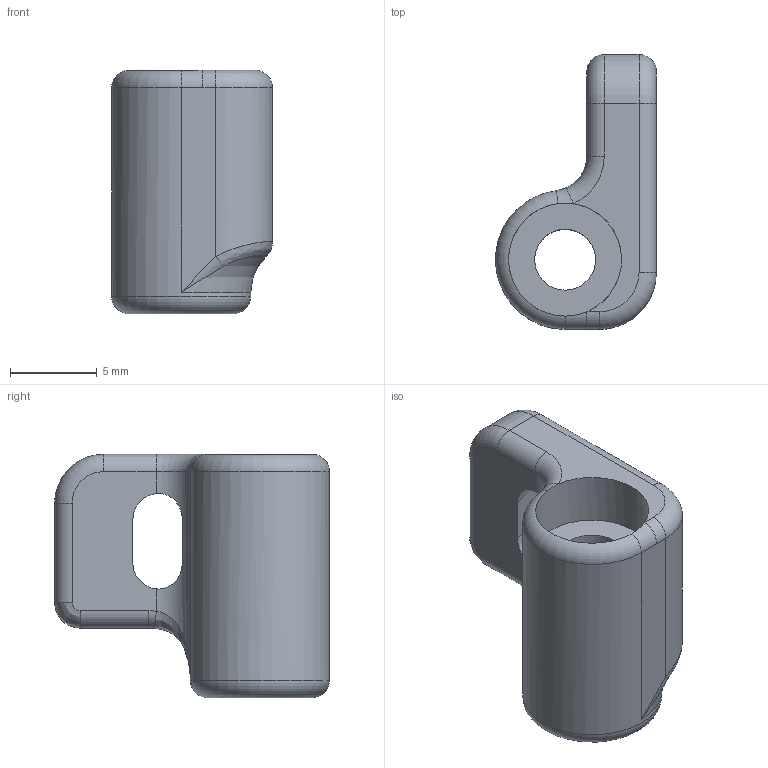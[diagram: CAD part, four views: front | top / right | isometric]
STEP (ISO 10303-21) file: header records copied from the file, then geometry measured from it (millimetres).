
FILE_DESCRIPTION(/* description */ (''),/* implementation_level */ '2;1');
FILE_NAME(/* name */ 'guia.tractora0.1.stp',/* time_stamp */ '2015-09-21T10:44:28+02:00',/* author */ ('Startic'),/* organization */ (''),/* preprocessor_version */ 'ST-DEVELOPER v16.1',/* originating_system */ 'Autodesk Inventor LT ',/* authorisation */ '');
FILE_SCHEMA (('AUTOMOTIVE_DESIGN { 1 0 10303 214 3 1 1 }'));
Length unit declared in the file: millimetre
Products named in the file (1): guia.tractora0.1
Bounding box: 9.25 x 15.8 x 14 mm (x, y, z)
Volume: 859.7 mm3; surface area: 868.6 mm2
Topology: 1 solids, 1 shells, 42 faces, 102 edges, 59 vertices
Faces by surface type: cylinder 15, plane 10, torus 8, bspline 7, cone 2
Full cylindrical faces by diameter (mm): 3.5 x1, 6.5 x1, 8 x1
Entity records: 1401 total; most frequent: CARTESIAN_POINT 445, DIRECTION 199, ORIENTED_EDGE 188, EDGE_CURVE 94, AXIS2_PLACEMENT_3D 83, VERTEX_POINT 57, EDGE_LOOP 49, CIRCLE 47
